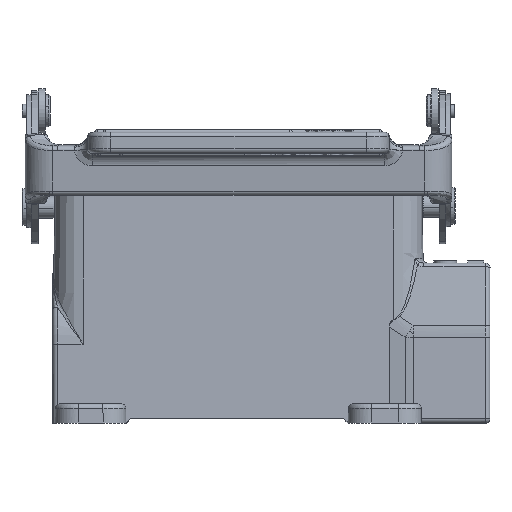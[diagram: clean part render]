
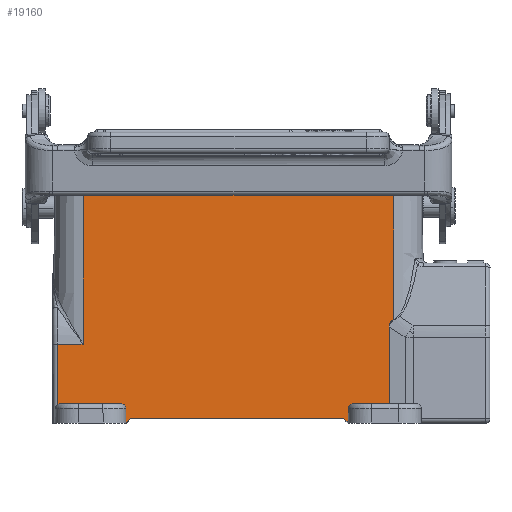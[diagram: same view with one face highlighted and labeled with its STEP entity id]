
A CAD part, top view. The second image highlights one B-rep face of the part: STEP entity #19160.
In plain terms, the highlighted planar face has unit normal (0, 0.018, 1).
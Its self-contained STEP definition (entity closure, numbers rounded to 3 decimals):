
#808=DIRECTION('',(-0.707,0.707,-0.012));
#809=VECTOR('',#808,1.414);
#810=CARTESIAN_POINT('',(24.,-58.5,15.745));
#811=LINE('',#810,#809);
#812=DIRECTION('',(-1.,0.,0.));
#813=VECTOR('',#812,46.6);
#814=CARTESIAN_POINT('',(23.,-57.5,15.727));
#815=LINE('',#814,#813);
#816=DIRECTION('',(-0.707,-0.707,0.012));
#817=VECTOR('',#816,1.414);
#818=CARTESIAN_POINT('',(-23.6,-57.5,15.727));
#819=LINE('',#818,#817);
#840=DIRECTION('',(0.,1.,-0.017));
#841=VECTOR('',#840,33.824);
#842=CARTESIAN_POINT('',(34.,-35.81,15.349));
#843=LINE('',#842,#841);
#2413=DIRECTION('',(-1.,0.,0.));
#2414=VECTOR('',#2413,68.);
#2415=CARTESIAN_POINT('',(34.,-1.991,14.759));
#2416=LINE('',#2415,#2414);
#2601=DIRECTION('',(0.,-1.,0.017));
#2602=VECTOR('',#2601,39.245);
#2603=CARTESIAN_POINT('',(-34.,-1.991,
14.759));
#2604=LINE('',#2603,#2602);
#2635=DIRECTION('',(-1.,0.,0.));
#2636=VECTOR('',#2635,5.6);
#2637=CARTESIAN_POINT('',(-34.,-41.23,
15.443));
#2638=LINE('',#2637,#2636);
#2714=DIRECTION('',(0.,-1.,0.017));
#2715=VECTOR('',#2714,13.24);
#2716=CARTESIAN_POINT('',(-39.6,-41.23,15.443));
#2717=LINE('',#2716,#2715);
#2736=CARTESIAN_POINT('',(-39.6,-54.469,15.675));
#2737=CARTESIAN_POINT('',(-39.432,-54.356,
15.673));
#2738=CARTESIAN_POINT('',(-39.246,-54.3,
15.672));
#2739=CARTESIAN_POINT('',(-39.044,-54.3,
15.672));
#2777=CARTESIAN_POINT('',(-25.656,-54.3,
15.672));
#2778=CARTESIAN_POINT('',(-25.549,-54.3,
15.672));
#2779=CARTESIAN_POINT('',(-25.347,-54.332,
15.672));
#2780=CARTESIAN_POINT('',(-25.064,-54.474,
15.675));
#2781=CARTESIAN_POINT('',(-24.84,-54.694,
15.678));
#2782=CARTESIAN_POINT('',(-24.694,-54.974,
15.683));
#2783=CARTESIAN_POINT('',(-24.658,-55.176,
15.687));
#2784=CARTESIAN_POINT('',(-24.656,-55.283,
15.689));
#2800=DIRECTION('',(1.,0.,0.));
#2801=VECTOR('',#2800,13.388);
#2802=CARTESIAN_POINT('',(-39.044,-54.3,
15.672));
#2803=LINE('',#2802,#2801);
#2939=DIRECTION('',(0.017,-1.,0.017));
#2940=VECTOR('',#2939,3.218);
#2941=CARTESIAN_POINT('',(-24.656,-55.283,
15.689));
#2942=LINE('',#2941,#2940);
#13407=DIRECTION('',(0.017,1.,-0.017));
#13408=VECTOR('',#13407,3.218);
#13409=CARTESIAN_POINT('',(24.,-58.5,
15.745));
#13410=LINE('',#13409,#13408);
#13477=CARTESIAN_POINT('',(24.056,-55.283,
15.689));
#13478=CARTESIAN_POINT('',(24.058,-55.176,
15.687));
#13479=CARTESIAN_POINT('',(24.094,-54.974,
15.683));
#13480=CARTESIAN_POINT('',(24.24,-54.694,
15.678));
#13481=CARTESIAN_POINT('',(24.464,-54.474,
15.675));
#13482=CARTESIAN_POINT('',(24.747,-54.332,
15.672));
#13483=CARTESIAN_POINT('',(24.949,-54.3,
15.672));
#13484=CARTESIAN_POINT('',(25.056,-54.3,
15.672));
#13490=DIRECTION('',(1.,0.,0.));
#13491=VECTOR('',#13490,7.885);
#13492=CARTESIAN_POINT('',(25.056,-54.3,
15.672));
#13493=LINE('',#13492,#13491);
#13536=DIRECTION('',(0.,1.,-0.017));
#13537=VECTOR('',#13536,16.807);
#13538=CARTESIAN_POINT('',(32.941,-54.3,
15.672));
#13539=LINE('',#13538,#13537);
#13553=CARTESIAN_POINT('',(32.941,-37.496,
15.378));
#13554=CARTESIAN_POINT('',(32.941,-37.392,
15.377));
#13555=CARTESIAN_POINT('',(32.953,-37.195,
15.373));
#13556=CARTESIAN_POINT('',(33.005,-36.928,
15.368));
#13557=CARTESIAN_POINT('',(33.089,-36.687,
15.364));
#13558=CARTESIAN_POINT('',(33.203,-36.471,
15.36));
#13559=CARTESIAN_POINT('',(33.348,-36.276,
15.357));
#13560=CARTESIAN_POINT('',(33.526,-36.1,
15.354));
#13561=CARTESIAN_POINT('',(33.74,-35.944,
15.351));
#13562=CARTESIAN_POINT('',(33.909,-35.852,
15.35));
#13563=CARTESIAN_POINT('',(34.,-35.81,
15.349));
#15481=CARTESIAN_POINT('',(23.,-57.5,
15.727));
#15482=VERTEX_POINT('',#15481);
#15483=CARTESIAN_POINT('',(24.,-58.5,
15.745));
#15484=VERTEX_POINT('',#15483);
#15485=CARTESIAN_POINT('',(-23.6,-57.5,
15.727));
#15486=VERTEX_POINT('',#15485);
#15496=CARTESIAN_POINT('',(34.,-35.81,
15.349));
#15497=CARTESIAN_POINT('',(34.,-1.991,
14.759));
#15498=VERTEX_POINT('',#15496);
#15499=VERTEX_POINT('',#15497);
#15500=VERTEX_POINT('',#13553);
#15501=CARTESIAN_POINT('',(32.941,-54.3,
15.672));
#15502=VERTEX_POINT('',#15501);
#15503=CARTESIAN_POINT('',(25.056,-54.3,
15.672));
#15504=VERTEX_POINT('',#15503);
#15505=VERTEX_POINT('',#13477);
#15506=CARTESIAN_POINT('',(-24.6,-58.5,
15.745));
#15507=VERTEX_POINT('',#15506);
#15508=CARTESIAN_POINT('',(-24.656,-55.283,
15.689));
#15509=VERTEX_POINT('',#15508);
#15510=VERTEX_POINT('',#2777);
#15511=CARTESIAN_POINT('',(-39.044,-54.3,
15.672));
#15512=VERTEX_POINT('',#15511);
#15513=VERTEX_POINT('',#2736);
#15514=CARTESIAN_POINT('',(-39.6,-41.23,15.443));
#15515=VERTEX_POINT('',#15514);
#15516=CARTESIAN_POINT('',(-34.,-41.23,
15.443));
#15517=VERTEX_POINT('',#15516);
#15518=CARTESIAN_POINT('',(-34.,-1.991,
14.759));
#15519=VERTEX_POINT('',#15518);
#19121=CARTESIAN_POINT('',(-2.8,-30.246,
15.252));
#19122=DIRECTION('',(0.,0.017,1.));
#19123=DIRECTION('',(0.,-1.,0.017));
#19124=AXIS2_PLACEMENT_3D('',#19121,#19122,#19123);
#19125=PLANE('',#19124);
#19127=ORIENTED_EDGE('',*,*,#19126,.F.);
#19129=ORIENTED_EDGE('',*,*,#19128,.F.);
#19131=ORIENTED_EDGE('',*,*,#19130,.F.);
#19133=ORIENTED_EDGE('',*,*,#19132,.F.);
#19135=ORIENTED_EDGE('',*,*,#19134,.F.);
#19137=ORIENTED_EDGE('',*,*,#19136,.F.);
#19138=ORIENTED_EDGE('',*,*,#19087,.T.);
#19139=ORIENTED_EDGE('',*,*,#19100,.T.);
#19141=ORIENTED_EDGE('',*,*,#19140,.T.);
#19143=ORIENTED_EDGE('',*,*,#19142,.F.);
#19145=ORIENTED_EDGE('',*,*,#19144,.F.);
#19147=ORIENTED_EDGE('',*,*,#19146,.F.);
#19149=ORIENTED_EDGE('',*,*,#19148,.F.);
#19151=ORIENTED_EDGE('',*,*,#19150,.F.);
#19153=ORIENTED_EDGE('',*,*,#19152,.F.);
#19155=ORIENTED_EDGE('',*,*,#19154,.F.);
#19157=ORIENTED_EDGE('',*,*,#19156,.F.);
#19158=EDGE_LOOP('',(#19127,#19129,#19131,#19133,#19135,#19137,#19138,#19139,
#19141,#19143,#19145,#19147,#19149,#19151,#19153,#19155,#19157));
#19159=FACE_OUTER_BOUND('',#19158,.F.);
#19160=ADVANCED_FACE('',(#19159),#19125,.T.);
#2740=B_SPLINE_CURVE_WITH_KNOTS('',3,(#2736,#2737,#2738,#2739),.UNSPECIFIED.,
.F.,.F.,(4,4),(0.,1.),.UNSPECIFIED.);
#2785=B_SPLINE_CURVE_WITH_KNOTS('',3,(#2777,#2778,#2779,#2780,#2781,#2782,#2783,
#2784),.UNSPECIFIED.,.F.,.F.,(4,1,1,1,1,4),(0.,0.2,0.4,0.6,0.8,1.),
.UNSPECIFIED.);
#13485=B_SPLINE_CURVE_WITH_KNOTS('',3,(#13477,#13478,#13479,#13480,#13481,
#13482,#13483,#13484),.UNSPECIFIED.,.F.,.F.,(4,1,1,1,1,4),(0.,0.2,0.4,
0.6,0.8,1.),.UNSPECIFIED.);
#13564=B_SPLINE_CURVE_WITH_KNOTS('',3,(#13553,#13554,#13555,#13556,#13557,
#13558,#13559,#13560,#13561,#13562,#13563),.UNSPECIFIED.,.F.,.F.,(4,1,1,1,1,1,1,
1,4),(0.,0.125,0.25,0.375,0.5,0.625,0.75,0.875,1.),
.UNSPECIFIED.);
#19087=EDGE_CURVE('',#15484,#15482,#811,.T.);
#19100=EDGE_CURVE('',#15482,#15486,#815,.T.);
#19126=EDGE_CURVE('',#15498,#15499,#843,.T.);
#19128=EDGE_CURVE('',#15500,#15498,#13564,.T.);
#19130=EDGE_CURVE('',#15502,#15500,#13539,.T.);
#19132=EDGE_CURVE('',#15504,#15502,#13493,.T.);
#19134=EDGE_CURVE('',#15505,#15504,#13485,.T.);
#19136=EDGE_CURVE('',#15484,#15505,#13410,.T.);
#19140=EDGE_CURVE('',#15486,#15507,#819,.T.);
#19142=EDGE_CURVE('',#15509,#15507,#2942,.T.);
#19144=EDGE_CURVE('',#15510,#15509,#2785,.T.);
#19146=EDGE_CURVE('',#15512,#15510,#2803,.T.);
#19148=EDGE_CURVE('',#15513,#15512,#2740,.T.);
#19150=EDGE_CURVE('',#15515,#15513,#2717,.T.);
#19152=EDGE_CURVE('',#15517,#15515,#2638,.T.);
#19154=EDGE_CURVE('',#15519,#15517,#2604,.T.);
#19156=EDGE_CURVE('',#15499,#15519,#2416,.T.);
